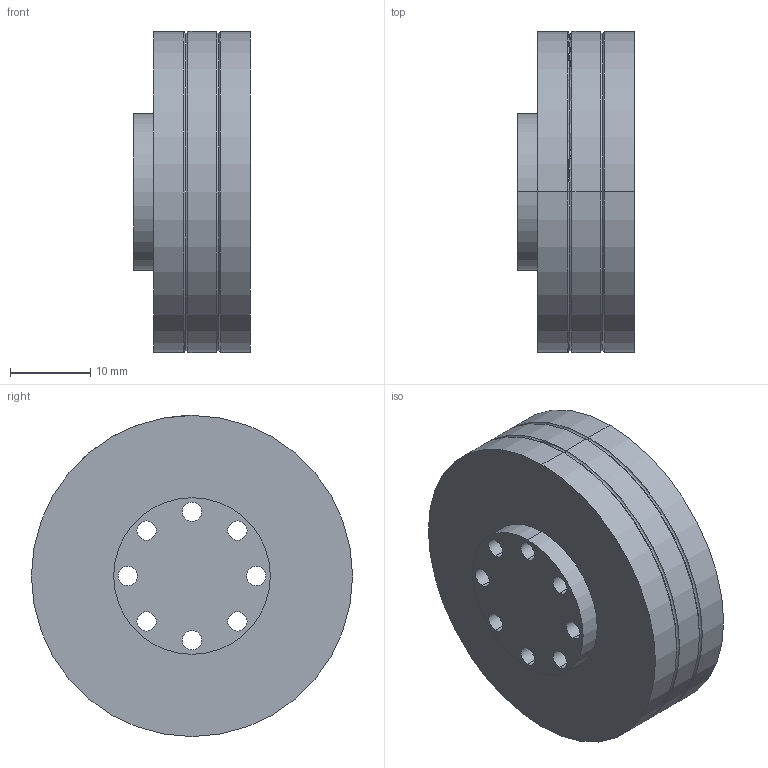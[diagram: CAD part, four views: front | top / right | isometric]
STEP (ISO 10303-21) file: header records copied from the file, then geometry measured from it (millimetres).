
FILE_DESCRIPTION (( 'STEP AP203' ), '1' );
FILE_NAME ('joint2.STEP', '2021-11-11T02:54:22', ( '' ), ( '' ), 'SwSTEP 2.0', 'SolidWorks 2019', '' );
FILE_SCHEMA (( 'CONFIG_CONTROL_DESIGN' ));
Length unit declared in the file: millimetre
Products named in the file (1): joint2
Bounding box: 14.5 x 40 x 40 mm (x, y, z)
Volume: 10390.5 mm3; surface area: 5387.4 mm2
Topology: 1 solids, 1 shells, 65 faces, 149 edges, 95 vertices
Faces by surface type: cylinder 42, plane 13, torus 8, bspline 2
Entity records: 2162 total; most frequent: CARTESIAN_POINT 500, DIRECTION 371, ORIENTED_EDGE 298, AXIS2_PLACEMENT_3D 164, EDGE_CURVE 149, CIRCLE 100, VERTEX_POINT 95, EDGE_LOOP 92
